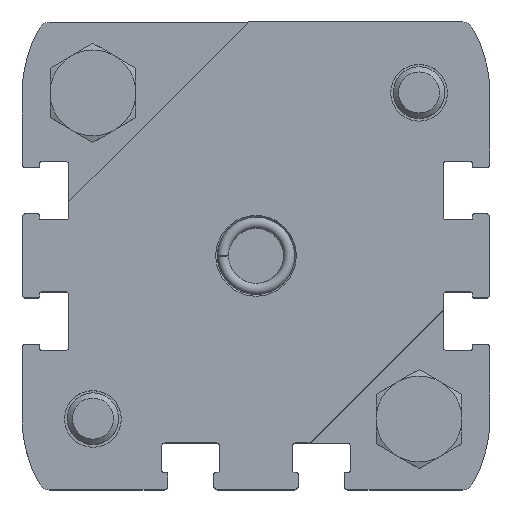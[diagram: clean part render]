
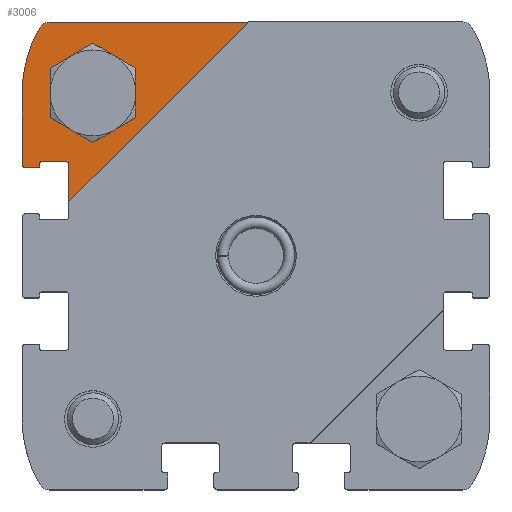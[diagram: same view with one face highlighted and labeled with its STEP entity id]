
A CAD part, top view. The second image highlights one B-rep face of the part: STEP entity #3006.
In plain terms, the highlighted planar face has unit normal (0, 0, 1).
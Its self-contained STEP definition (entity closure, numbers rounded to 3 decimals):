
#104=CIRCLE('',#3139,1.25);
#106=CIRCLE('',#3142,15.);
#108=CIRCLE('',#3146,0.4);
#110=CIRCLE('',#3150,0.2);
#112=CIRCLE('',#3154,0.2);
#114=CIRCLE('',#3158,0.4);
#119=CIRCLE('',#3166,3.3);
#996=ORIENTED_EDGE('',*,*,#1267,.F.);
#997=ORIENTED_EDGE('',*,*,#1228,.T.);
#998=ORIENTED_EDGE('',*,*,#1229,.T.);
#999=ORIENTED_EDGE('',*,*,#1232,.T.);
#1000=ORIENTED_EDGE('',*,*,#1235,.T.);
#1001=ORIENTED_EDGE('',*,*,#1238,.T.);
#1002=ORIENTED_EDGE('',*,*,#1241,.T.);
#1003=ORIENTED_EDGE('',*,*,#1244,.T.);
#1004=ORIENTED_EDGE('',*,*,#1247,.T.);
#1005=ORIENTED_EDGE('',*,*,#1251,.F.);
#1006=ORIENTED_EDGE('',*,*,#1253,.T.);
#1007=ORIENTED_EDGE('',*,*,#1257,.F.);
#1008=ORIENTED_EDGE('',*,*,#1260,.T.);
#1009=ORIENTED_EDGE('',*,*,#1511,.F.);
#1228=EDGE_CURVE('',#1631,#1635,#1926,.T.);
#1229=EDGE_CURVE('',#1635,#1636,#104,.T.);
#1232=EDGE_CURVE('',#1636,#1638,#106,.T.);
#1235=EDGE_CURVE('',#1638,#1640,#1929,.T.);
#1238=EDGE_CURVE('',#1640,#1642,#108,.T.);
#1241=EDGE_CURVE('',#1642,#1644,#1933,.T.);
#1244=EDGE_CURVE('',#1644,#1646,#110,.T.);
#1247=EDGE_CURVE('',#1646,#1648,#1937,.T.);
#1251=EDGE_CURVE('',#1650,#1648,#112,.T.);
#1253=EDGE_CURVE('',#1650,#1652,#1941,.T.);
#1257=EDGE_CURVE('',#1654,#1652,#114,.T.);
#1260=EDGE_CURVE('',#1654,#1656,#1946,.T.);
#1267=EDGE_CURVE('',#1663,#1663,#119,.T.);
#1511=EDGE_CURVE('',#1631,#1656,#2099,.T.);
#1631=VERTEX_POINT('',#4473);
#1635=VERTEX_POINT('',#4481);
#1636=VERTEX_POINT('',#4485);
#1638=VERTEX_POINT('',#4491);
#1640=VERTEX_POINT('',#4497);
#1642=VERTEX_POINT('',#4503);
#1644=VERTEX_POINT('',#4509);
#1646=VERTEX_POINT('',#4515);
#1648=VERTEX_POINT('',#4521);
#1650=VERTEX_POINT('',#4527);
#1652=VERTEX_POINT('',#4533);
#1654=VERTEX_POINT('',#4539);
#1656=VERTEX_POINT('',#4545);
#1663=VERTEX_POINT('',#4562);
#1926=LINE('',#4482,#2184);
#1929=LINE('',#4496,#2187);
#1933=LINE('',#4508,#2191);
#1937=LINE('',#4520,#2195);
#1941=LINE('',#4532,#2199);
#1946=LINE('',#4547,#2204);
#2099=LINE('',#5061,#2357);
#2184=VECTOR('',#3558,1000.);
#2187=VECTOR('',#3575,1000.);
#2191=VECTOR('',#3587,1000.);
#2195=VECTOR('',#3599,1000.);
#2199=VECTOR('',#3611,1000.);
#2204=VECTOR('',#3624,1000.);
#2357=VECTOR('',#4163,1000.);
#2539=EDGE_LOOP('',(#996));
#2540=EDGE_LOOP('',(#997,#998,#999,#1000,#1001,#1002,#1003,#1004,#1005,
#1006,#1007,#1008,#1009));
#2741=FACE_BOUND('',#2539,.T.);
#2742=FACE_BOUND('',#2540,.T.);
#2856=PLANE('',#3353);
#3006=ADVANCED_FACE('',(#2741,#2742),#2856,.T.);
#3139=AXIS2_PLACEMENT_3D('',#4484,#3561,#3562);
#3142=AXIS2_PLACEMENT_3D('',#4490,#3568,#3569);
#3146=AXIS2_PLACEMENT_3D('',#4502,#3580,#3581);
#3150=AXIS2_PLACEMENT_3D('',#4514,#3592,#3593);
#3154=AXIS2_PLACEMENT_3D('',#4529,#3605,#3606);
#3158=AXIS2_PLACEMENT_3D('',#4541,#3617,#3618);
#3166=AXIS2_PLACEMENT_3D('',#4561,#3638,#3639);
#3353=AXIS2_PLACEMENT_3D('',#5060,#4161,#4162);
#3558=DIRECTION('',(-1.,0.,0.));
#3561=DIRECTION('',(0.,0.,1.));
#3562=DIRECTION('',(1.,0.,0.));
#3568=DIRECTION('',(0.,0.,1.));
#3569=DIRECTION('',(1.,0.,0.));
#3575=DIRECTION('',(0.,-1.,0.));
#3580=DIRECTION('',(0.,0.,1.));
#3581=DIRECTION('',(1.,0.,0.));
#3587=DIRECTION('',(1.,0.,0.));
#3592=DIRECTION('',(0.,0.,1.));
#3593=DIRECTION('',(1.,0.,0.));
#3599=DIRECTION('',(0.,1.,0.));
#3605=DIRECTION('',(0.,0.,1.));
#3606=DIRECTION('',(1.,0.,0.));
#3611=DIRECTION('',(1.,0.,0.));
#3617=DIRECTION('',(0.,0.,1.));
#3618=DIRECTION('',(1.,0.,0.));
#3624=DIRECTION('',(0.,-1.,0.));
#3638=DIRECTION('',(0.,0.,1.));
#3639=DIRECTION('',(1.,0.,0.));
#4161=DIRECTION('',(0.,0.,1.));
#4162=DIRECTION('',(1.,0.,0.));
#4163=DIRECTION('',(-0.707,-0.707,0.));
#4473=CARTESIAN_POINT('',(-0.851,27.25,7.));
#4481=CARTESIAN_POINT('',(-24.085,27.25,7.));
#4482=CARTESIAN_POINT('',(24.085,27.25,7.));
#4484=CARTESIAN_POINT('',(-24.085,26.,7.));
#4485=CARTESIAN_POINT('',(-25.161,26.636,7.));
#4490=CARTESIAN_POINT('',(-12.25,19.,7.));
#4491=CARTESIAN_POINT('',(-27.25,19.,7.));
#4496=CARTESIAN_POINT('',(-27.25,19.,7.));
#4497=CARTESIAN_POINT('',(-27.25,10.7,7.));
#4502=CARTESIAN_POINT('',(-26.85,10.7,7.));
#4503=CARTESIAN_POINT('',(-26.85,10.3,7.));
#4508=CARTESIAN_POINT('',(-26.85,10.3,7.));
#4509=CARTESIAN_POINT('',(-25.4,10.3,7.));
#4514=CARTESIAN_POINT('',(-25.4,10.5,7.));
#4515=CARTESIAN_POINT('',(-25.2,10.5,7.));
#4520=CARTESIAN_POINT('',(-25.2,10.5,7.));
#4521=CARTESIAN_POINT('',(-25.2,10.8,7.));
#4527=CARTESIAN_POINT('',(-25.,11.,7.));
#4529=CARTESIAN_POINT('',(-25.,10.8,7.));
#4532=CARTESIAN_POINT('',(-25.,11.,7.));
#4533=CARTESIAN_POINT('',(-22.2,11.,7.));
#4539=CARTESIAN_POINT('',(-21.8,10.6,7.));
#4541=CARTESIAN_POINT('',(-22.2,10.6,7.));
#4545=CARTESIAN_POINT('',(-21.8,6.301,7.));
#4547=CARTESIAN_POINT('',(-21.8,10.6,7.));
#4561=CARTESIAN_POINT('',(-19.,19.,7.));
#4562=CARTESIAN_POINT('',(-15.7,19.,7.));
#5060=CARTESIAN_POINT('',(0.,0.,7.));
#5061=CARTESIAN_POINT('',(1.149,29.25,7.));
